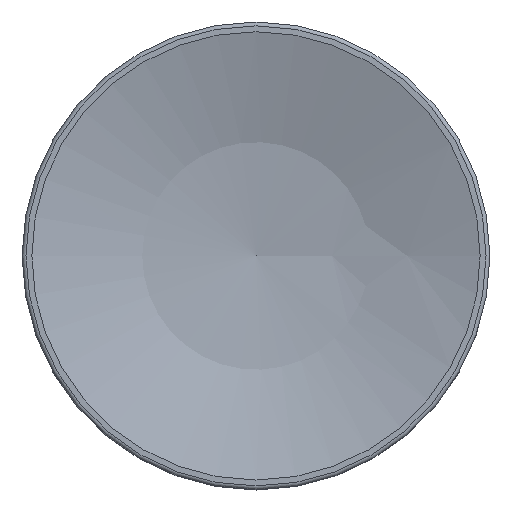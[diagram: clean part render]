
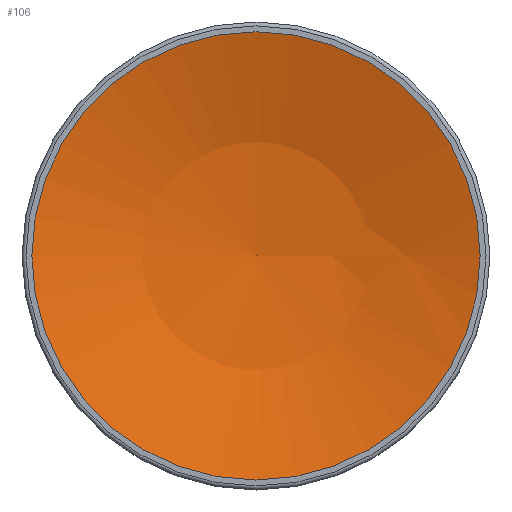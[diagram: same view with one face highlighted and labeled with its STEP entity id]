
A CAD part, top view. The second image highlights one B-rep face of the part: STEP entity #106.
In plain terms, the highlighted spherical face has radius 17.031 mm.
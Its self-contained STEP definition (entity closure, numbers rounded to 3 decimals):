
#106 = ADVANCED_FACE( '', ( #222 ), #223, .F. );
#222 = FACE_OUTER_BOUND( '', #337, .T. );
#223 = SPHERICAL_SURFACE( '', #338, 17.031 );
#337 = EDGE_LOOP( '', ( #543 ) );
#338 = AXIS2_PLACEMENT_3D( '', #544, #545, #546 );
#543 = ORIENTED_EDGE( '', *, *, #647, .T. );
#544 = CARTESIAN_POINT( '', ( 0., 0., 26.531 ) );
#545 = DIRECTION( '', ( 0., 0., 1. ) );
#546 = DIRECTION( '', ( 1., 0., 0. ) );
#647 = EDGE_CURVE( '', #760, #760, #761, .T. );
#760 = VERTEX_POINT( '', #929 );
#761 = CIRCLE( '', #930, 5.75 );
#929 = CARTESIAN_POINT( '', ( 5.75, 0., 10.5 ) );
#930 = AXIS2_PLACEMENT_3D( '', #1054, #1055, #1056 );
#1054 = CARTESIAN_POINT( '', ( 0., 0., 10.5 ) );
#1055 = DIRECTION( '', ( 0., 0., 1. ) );
#1056 = DIRECTION( '', ( 1., 0., 0. ) );
